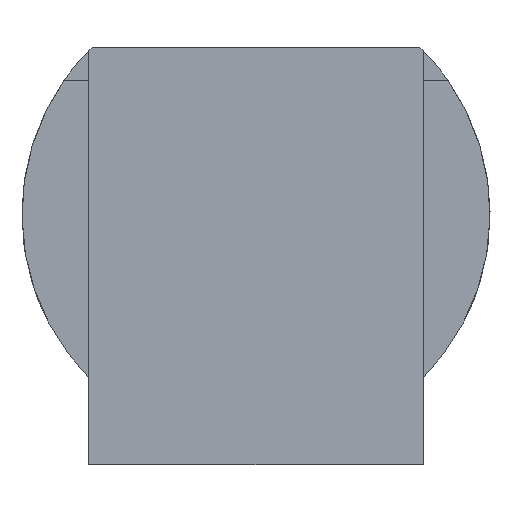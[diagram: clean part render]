
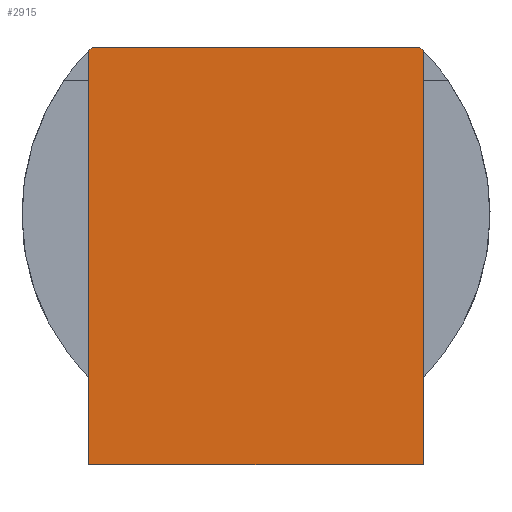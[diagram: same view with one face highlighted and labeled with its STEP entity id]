
A CAD part, left-side view. The second image highlights one B-rep face of the part: STEP entity #2915.
In plain terms, the highlighted planar face has unit normal (-1, 0, 0).
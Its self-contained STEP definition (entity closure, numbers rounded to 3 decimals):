
#289=CIRCLE('',#3209,14.);
#291=CIRCLE('',#3212,14.);
#466=FACE_OUTER_BOUND('',#672,.T.);
#672=EDGE_LOOP('',(#2494,#2495,#2496,#2497,#2498,#2499));
#892=LINE('',#5248,#1119);
#898=LINE('',#5264,#1125);
#899=LINE('',#5266,#1126);
#900=LINE('',#5268,#1127);
#1119=VECTOR('',#3945,10.);
#1125=VECTOR('',#3963,10.);
#1126=VECTOR('',#3966,10.);
#1127=VECTOR('',#3969,10.);
#1373=VERTEX_POINT('',#5227);
#1375=VERTEX_POINT('',#5231);
#1377=VERTEX_POINT('',#5236);
#1379=VERTEX_POINT('',#5240);
#1381=VERTEX_POINT('',#5246);
#1385=VERTEX_POINT('',#5262);
#1748=EDGE_CURVE('',#1373,#1375,#289,.T.);
#1752=EDGE_CURVE('',#1377,#1379,#291,.T.);
#1755=EDGE_CURVE('',#1379,#1381,#892,.T.);
#1763=EDGE_CURVE('',#1381,#1385,#898,.T.);
#1764=EDGE_CURVE('',#1375,#1377,#899,.T.);
#1765=EDGE_CURVE('',#1385,#1373,#900,.T.);
#2494=ORIENTED_EDGE('',*,*,#1752,.T.);
#2495=ORIENTED_EDGE('',*,*,#1755,.T.);
#2496=ORIENTED_EDGE('',*,*,#1763,.T.);
#2497=ORIENTED_EDGE('',*,*,#1765,.T.);
#2498=ORIENTED_EDGE('',*,*,#1748,.T.);
#2499=ORIENTED_EDGE('',*,*,#1764,.T.);
#2776=PLANE('',#3222);
#2915=ADVANCED_FACE('',(#466),#2776,.T.);
#3209=AXIS2_PLACEMENT_3D('',#5233,#3931,#3932);
#3212=AXIS2_PLACEMENT_3D('',#5242,#3939,#3940);
#3222=AXIS2_PLACEMENT_3D('',#5269,#3970,#3971);
#3931=DIRECTION('center_axis',(-1.,0.,0.));
#3932=DIRECTION('ref_axis',(0.,0.821,0.571));
#3939=DIRECTION('center_axis',(-1.,0.,0.));
#3940=DIRECTION('ref_axis',(0.,0.821,0.571));
#3945=DIRECTION('',(0.,0.,-1.));
#3963=DIRECTION('',(0.,-1.,0.));
#3966=DIRECTION('',(0.,1.,0.));
#3969=DIRECTION('',(0.,0.,1.));
#3970=DIRECTION('center_axis',(-1.,0.,0.));
#3971=DIRECTION('ref_axis',(0.,0.,1.));
#5227=CARTESIAN_POINT('',(-55.,-10.,15.798));
#5231=CARTESIAN_POINT('',(-55.,-9.798,16.));
#5233=CARTESIAN_POINT('Origin',(-55.,0.,6.));
#5236=CARTESIAN_POINT('',(-55.,9.798,16.));
#5240=CARTESIAN_POINT('',(-55.,10.,15.798));
#5242=CARTESIAN_POINT('Origin',(-55.,0.,6.));
#5246=CARTESIAN_POINT('',(-55.,10.,-9.));
#5248=CARTESIAN_POINT('',(-55.,10.,16.));
#5262=CARTESIAN_POINT('',(-55.,-10.,-9.));
#5264=CARTESIAN_POINT('',(-55.,10.,-9.));
#5266=CARTESIAN_POINT('',(-55.,-10.,16.));
#5268=CARTESIAN_POINT('',(-55.,-10.,-9.));
#5269=CARTESIAN_POINT('Origin',(-55.,0.,3.5));
